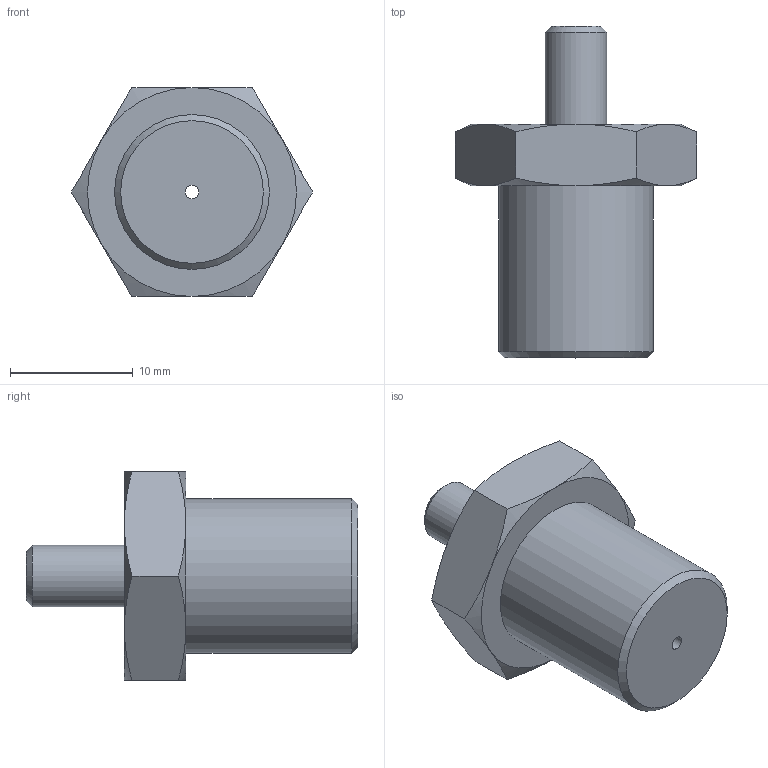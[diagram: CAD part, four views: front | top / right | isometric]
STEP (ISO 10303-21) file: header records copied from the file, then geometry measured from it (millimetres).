
FILE_DESCRIPTION (( 'STEP AP203' ), '1' );
FILE_NAME ('IM5MVSD1.1.STEP', '2022-02-03T14:42:18', ( '' ), ( '' ), 'SwSTEP 2.0', 'SolidWorks 2021', '' );
FILE_SCHEMA (( 'CONFIG_CONTROL_DESIGN' ));
Length unit declared in the file: millimetre
Products named in the file (1): IM5MVSD1.1
Bounding box: 19.63 x 27 x 17 mm (x, y, z)
Volume: 2919.3 mm3; surface area: 1706.5 mm2
Topology: 1 solids, 1 shells, 35 faces, 70 edges, 41 vertices
Faces by surface type: cone 17, plane 12, cylinder 6
Full cylindrical faces by diameter (mm): 1.1 x1, 2.5 x1, 5 x1, 6.5 x1, 10.7 x1, 12.6 x1
Entity records: 993 total; most frequent: CARTESIAN_POINT 262, DIRECTION 134, ORIENTED_EDGE 116, AXIS2_PLACEMENT_3D 64, EDGE_CURVE 58, EDGE_LOOP 52, FACE_OUTER_BOUND 41, VERTEX_POINT 40
